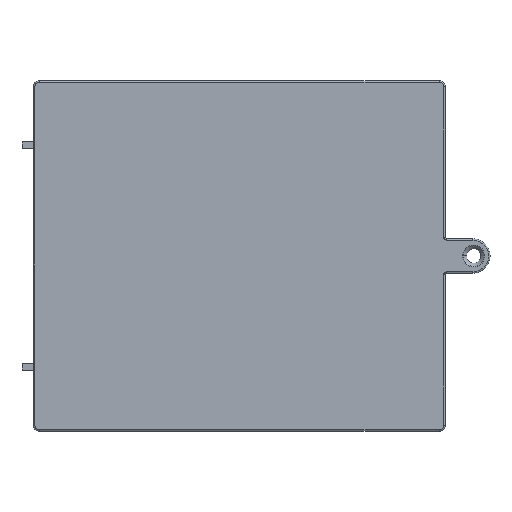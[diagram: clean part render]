
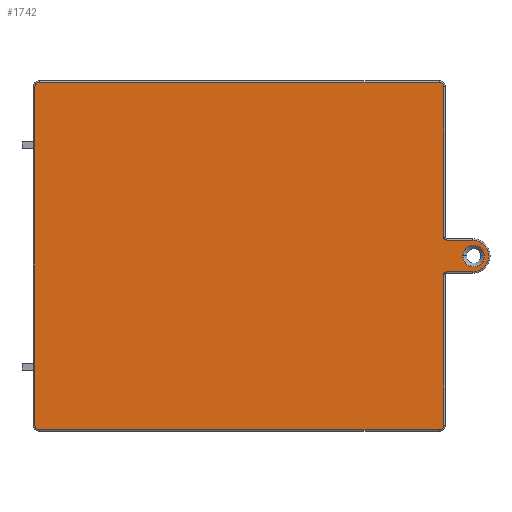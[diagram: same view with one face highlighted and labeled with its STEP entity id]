
A CAD part, top view. The second image highlights one B-rep face of the part: STEP entity #1742.
In plain terms, the highlighted planar face has unit normal (0, 0, 1).
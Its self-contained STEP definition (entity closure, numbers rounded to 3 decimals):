
#97=VECTOR('Line Direction',#96,1.) ;
#159=VECTOR('Line Direction',#158,1.) ;
#221=VECTOR('Line Direction',#220,1.) ;
#283=VECTOR('Line Direction',#282,1.) ;
#361=VECTOR('Line Direction',#360,1.) ;
#423=VECTOR('Line Direction',#422,1.) ;
#476=VECTOR('Line Direction',#475,1.) ;
#65=DIRECTION('Axis2P3D Direction',(0.,0.,1.)) ;
#96=DIRECTION('Vector Direction',(0.,-1.,0.)) ;
#127=DIRECTION('Axis2P3D Direction',(0.,0.,1.)) ;
#158=DIRECTION('Vector Direction',(-1.,0.,0.)) ;
#189=DIRECTION('Axis2P3D Direction',(0.,0.,1.)) ;
#220=DIRECTION('Vector Direction',(0.,1.,0.)) ;
#251=DIRECTION('Axis2P3D Direction',(0.,0.,1.)) ;
#282=DIRECTION('Vector Direction',(-1.,0.,0.)) ;
#320=DIRECTION('Axis2P3D Direction',(0.,0.,1.)) ;
#327=DIRECTION('Axis2P3D Direction',(0.,0.,1.)) ;
#360=DIRECTION('Vector Direction',(1.,0.,0.)) ;
#391=DIRECTION('Axis2P3D Direction',(0.,-0.,1.)) ;
#422=DIRECTION('Vector Direction',(0.,1.,0.)) ;
#453=DIRECTION('Axis2P3D Direction',(0.,0.,1.)) ;
#475=DIRECTION('Vector Direction',(1.,0.,0.)) ;
#1703=DIRECTION('Axis2P3D Direction',(0.,0.,1.)) ;
#1704=DIRECTION('Axis2P3D XDirection',(1.,0.,0.)) ;
#1725=DIRECTION('Axis2P3D Direction',(0.,0.,1.)) ;
#1734=DIRECTION('Axis2P3D Direction',(0.,0.,1.)) ;
#45=CARTESIAN_POINT('Vertex',(-28.97,12.707,16.5)) ;
#61=CARTESIAN_POINT('Vertex',(-29.645,12.032,16.5)) ;
#64=CARTESIAN_POINT('Axis2P3D Location',(-28.97,12.032,16.5)) ;
#92=CARTESIAN_POINT('Vertex',(-29.645,-37.008,16.5)) ;
#95=CARTESIAN_POINT('Line Origine',(-29.645,-12.488,16.5)) ;
#123=CARTESIAN_POINT('Vertex',(-28.97,-37.683,16.5)) ;
#126=CARTESIAN_POINT('Axis2P3D Location',(-28.97,-37.008,16.5)) ;
#154=CARTESIAN_POINT('Vertex',(28.97,-37.683,16.5)) ;
#157=CARTESIAN_POINT('Line Origine',(3.25,-37.683,16.5)) ;
#185=CARTESIAN_POINT('Vertex',(29.645,-37.008,16.5)) ;
#188=CARTESIAN_POINT('Axis2P3D Location',(28.97,-37.008,16.5)) ;
#216=CARTESIAN_POINT('Vertex',(29.645,-15.188,16.5)) ;
#219=CARTESIAN_POINT('Line Origine',(29.645,-12.488,16.5)) ;
#247=CARTESIAN_POINT('Vertex',(30.045,-14.788,16.5)) ;
#250=CARTESIAN_POINT('Axis2P3D Location',(30.045,-15.188,16.5)) ;
#278=CARTESIAN_POINT('Vertex',(33.845,-14.788,16.5)) ;
#281=CARTESIAN_POINT('Line Origine',(3.25,-14.788,16.5)) ;
#316=CARTESIAN_POINT('Vertex',(33.845,-10.188,16.5)) ;
#319=CARTESIAN_POINT('Axis2P3D Location',(33.845,-12.488,16.5)) ;
#323=CARTESIAN_POINT('Vertex',(36.145,-12.488,16.5)) ;
#326=CARTESIAN_POINT('Axis2P3D Location',(33.845,-12.488,16.5)) ;
#356=CARTESIAN_POINT('Vertex',(30.045,-10.188,16.5)) ;
#359=CARTESIAN_POINT('Line Origine',(3.25,-10.188,16.5)) ;
#387=CARTESIAN_POINT('Vertex',(29.645,-9.788,16.5)) ;
#390=CARTESIAN_POINT('Axis2P3D Location',(30.045,-9.788,16.5)) ;
#418=CARTESIAN_POINT('Vertex',(29.645,12.032,16.5)) ;
#421=CARTESIAN_POINT('Line Origine',(29.645,-12.488,16.5)) ;
#449=CARTESIAN_POINT('Vertex',(28.97,12.707,16.5)) ;
#452=CARTESIAN_POINT('Axis2P3D Location',(28.97,12.032,16.5)) ;
#474=CARTESIAN_POINT('Line Origine',(3.25,12.707,16.5)) ;
#1702=CARTESIAN_POINT('Axis2P3D Location',(0.,0.,16.5)) ;
#1724=CARTESIAN_POINT('Axis2P3D Location',(33.981,-12.488,16.5)) ;
#1728=CARTESIAN_POINT('Vertex',(35.57,-12.488,16.5)) ;
#1730=CARTESIAN_POINT('Vertex',(32.391,-12.488,16.5)) ;
#1733=CARTESIAN_POINT('Axis2P3D Location',(33.981,-12.488,16.5)) ;
#66=AXIS2_PLACEMENT_3D('Circle Axis2P3D',#64,#65,$) ;
#128=AXIS2_PLACEMENT_3D('Circle Axis2P3D',#126,#127,$) ;
#190=AXIS2_PLACEMENT_3D('Circle Axis2P3D',#188,#189,$) ;
#252=AXIS2_PLACEMENT_3D('Circle Axis2P3D',#250,#251,$) ;
#321=AXIS2_PLACEMENT_3D('Circle Axis2P3D',#319,#320,$) ;
#328=AXIS2_PLACEMENT_3D('Circle Axis2P3D',#326,#327,$) ;
#392=AXIS2_PLACEMENT_3D('Circle Axis2P3D',#390,#391,$) ;
#454=AXIS2_PLACEMENT_3D('Circle Axis2P3D',#452,#453,$) ;
#1705=AXIS2_PLACEMENT_3D('Plane Axis2P3D',#1702,#1703,#1704) ;
#1726=AXIS2_PLACEMENT_3D('Circle Axis2P3D',#1724,#1725,$) ;
#1735=AXIS2_PLACEMENT_3D('Circle Axis2P3D',#1733,#1734,$) ;
#1741=FACE_BOUND('',#1738,.T.) ;
#68=EDGE_CURVE('',#46,#62,#67,.T.) ;
#99=EDGE_CURVE('',#62,#93,#98,.T.) ;
#130=EDGE_CURVE('',#93,#124,#129,.T.) ;
#161=EDGE_CURVE('',#124,#155,#160,.F.) ;
#192=EDGE_CURVE('',#155,#186,#191,.T.) ;
#223=EDGE_CURVE('',#186,#217,#222,.T.) ;
#254=EDGE_CURVE('',#217,#248,#253,.F.) ;
#285=EDGE_CURVE('',#248,#279,#284,.F.) ;
#325=EDGE_CURVE('',#324,#317,#322,.T.) ;
#330=EDGE_CURVE('',#279,#324,#329,.T.) ;
#363=EDGE_CURVE('',#317,#357,#362,.F.) ;
#394=EDGE_CURVE('',#357,#388,#393,.F.) ;
#425=EDGE_CURVE('',#388,#419,#424,.T.) ;
#456=EDGE_CURVE('',#419,#450,#455,.T.) ;
#478=EDGE_CURVE('',#450,#46,#477,.F.) ;
#1732=EDGE_CURVE('',#1729,#1731,#1727,.T.) ;
#1737=EDGE_CURVE('',#1731,#1729,#1736,.T.) ;
#1706=PLANE('Plane',#1705) ;
#1708=ORIENTED_EDGE('',*,*,#68,.T.) ;
#1709=ORIENTED_EDGE('',*,*,#99,.T.) ;
#1710=ORIENTED_EDGE('',*,*,#130,.T.) ;
#1711=ORIENTED_EDGE('',*,*,#161,.T.) ;
#1712=ORIENTED_EDGE('',*,*,#192,.T.) ;
#1713=ORIENTED_EDGE('',*,*,#223,.T.) ;
#1714=ORIENTED_EDGE('',*,*,#254,.T.) ;
#1715=ORIENTED_EDGE('',*,*,#285,.T.) ;
#1716=ORIENTED_EDGE('',*,*,#330,.T.) ;
#1717=ORIENTED_EDGE('',*,*,#325,.T.) ;
#1718=ORIENTED_EDGE('',*,*,#363,.T.) ;
#1719=ORIENTED_EDGE('',*,*,#394,.T.) ;
#1720=ORIENTED_EDGE('',*,*,#425,.T.) ;
#1721=ORIENTED_EDGE('',*,*,#456,.T.) ;
#1722=ORIENTED_EDGE('',*,*,#478,.T.) ;
#1739=ORIENTED_EDGE('',*,*,#1732,.F.) ;
#1740=ORIENTED_EDGE('',*,*,#1737,.F.) ;
#98=LINE('Line',#95,#97) ;
#160=LINE('Line',#157,#159) ;
#222=LINE('Line',#219,#221) ;
#284=LINE('Line',#281,#283) ;
#362=LINE('Line',#359,#361) ;
#424=LINE('Line',#421,#423) ;
#477=LINE('Line',#474,#476) ;
#1742=ADVANCED_FACE('UPPER COVER LID',(#1723,#1741),#1706,.T.) ;
#67=CIRCLE('generated circle',#66,0.675) ;
#129=CIRCLE('generated circle',#128,0.675) ;
#191=CIRCLE('generated circle',#190,0.675) ;
#253=CIRCLE('generated circle',#252,0.4) ;
#322=CIRCLE('generated circle',#321,2.3) ;
#329=CIRCLE('generated circle',#328,2.3) ;
#393=CIRCLE('generated circle',#392,0.4) ;
#455=CIRCLE('generated circle',#454,0.675) ;
#1727=CIRCLE('generated circle',#1726,1.589) ;
#1736=CIRCLE('generated circle',#1735,1.589) ;
#46=VERTEX_POINT('',#45) ;
#62=VERTEX_POINT('',#61) ;
#93=VERTEX_POINT('',#92) ;
#124=VERTEX_POINT('',#123) ;
#155=VERTEX_POINT('',#154) ;
#186=VERTEX_POINT('',#185) ;
#217=VERTEX_POINT('',#216) ;
#248=VERTEX_POINT('',#247) ;
#279=VERTEX_POINT('',#278) ;
#317=VERTEX_POINT('',#316) ;
#324=VERTEX_POINT('',#323) ;
#357=VERTEX_POINT('',#356) ;
#388=VERTEX_POINT('',#387) ;
#419=VERTEX_POINT('',#418) ;
#450=VERTEX_POINT('',#449) ;
#1729=VERTEX_POINT('',#1728) ;
#1731=VERTEX_POINT('',#1730) ;
#1707=EDGE_LOOP('',(#1708,#1709,#1710,#1711,#1712,#1713,#1714,#1715,#1716,#1717,#1718,#1719,#1720,#1721,#1722)) ;
#1738=EDGE_LOOP('',(#1739,#1740)) ;
#1723=FACE_OUTER_BOUND('',#1707,.T.) ;
